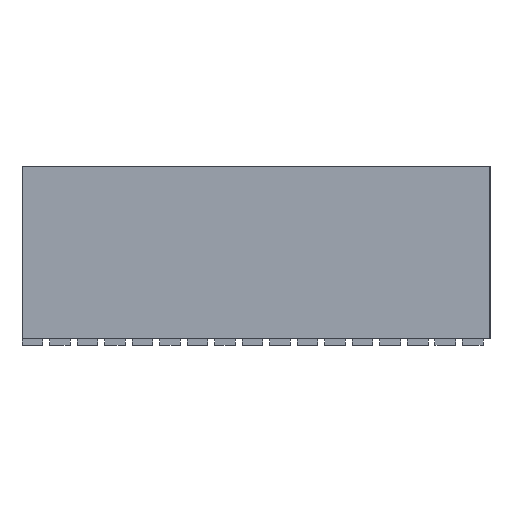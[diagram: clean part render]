
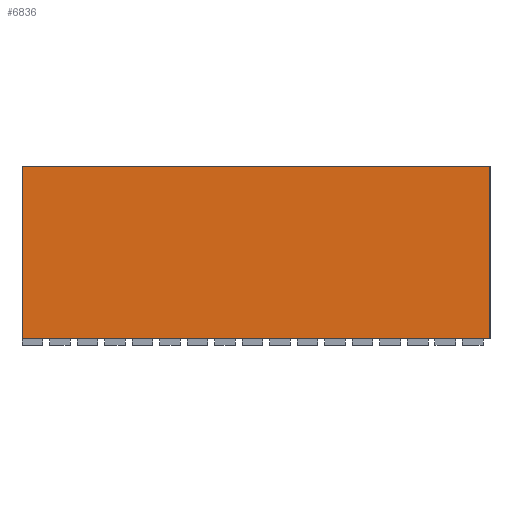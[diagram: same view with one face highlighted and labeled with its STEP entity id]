
A CAD part, left-side view. The second image highlights one B-rep face of the part: STEP entity #6836.
In plain terms, the highlighted planar face has unit normal (-1, 0, 0).
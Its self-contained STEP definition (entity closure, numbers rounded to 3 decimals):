
#6836=ADVANCED_FACE('',(#17030),#17031,.F.);
#17030=FACE_OUTER_BOUND('',#29853,.T.);
#17031=PLANE('',#29854);
#29853=EDGE_LOOP('',(#52287,#52288,#52289,#52290));
#29854=AXIS2_PLACEMENT_3D('',#52291,#52292,#52293);
#52287=ORIENTED_EDGE('',*,*,#76230,.T.);
#52288=ORIENTED_EDGE('',*,*,#82114,.F.);
#52289=ORIENTED_EDGE('',*,*,#75402,.F.);
#52290=ORIENTED_EDGE('',*,*,#82115,.T.);
#52291=CARTESIAN_POINT('',(-17.5,6.0,6.5));
#52292=DIRECTION('',(1.0,0.0,0.0));
#52293=DIRECTION('',(0.0,0.0,-1.0));
#75402=EDGE_CURVE('',#90656,#90658,#90659,.T.);
#76230=EDGE_CURVE('',#92087,#92085,#92088,.T.);
#82114=EDGE_CURVE('',#90658,#92085,#101703,.T.);
#82115=EDGE_CURVE('',#90656,#92087,#101704,.T.);
#90656=VERTEX_POINT('',#112546);
#90658=VERTEX_POINT('',#112549);
#90659=LINE('',#112550,#112551);
#92085=VERTEX_POINT('',#114625);
#92087=VERTEX_POINT('',#114628);
#92088=LINE('',#114629,#114630);
#101703=LINE('',#129220,#129221);
#101704=LINE('',#129222,#129223);
#112546=CARTESIAN_POINT('',(-17.5,23.0,13.0));
#112549=CARTESIAN_POINT('',(-17.5,-11.0,13.0));
#112550=CARTESIAN_POINT('',(-17.5,6.0,13.0));
#112551=VECTOR('',#139829,1.0);
#114625=CARTESIAN_POINT('',(-17.5,-11.0,0.5));
#114628=CARTESIAN_POINT('',(-17.5,23.0,0.5));
#114629=CARTESIAN_POINT('',(-17.5,-2.375,0.5));
#114630=VECTOR('',#140482,1.0);
#129220=CARTESIAN_POINT('',(-17.5,-11.0,6.5));
#129221=VECTOR('',#145605,1.0);
#129222=CARTESIAN_POINT('',(-17.5,23.0,6.5));
#129223=VECTOR('',#145606,1.0);
#139829=DIRECTION('',(0.0,-1.0,0.0));
#140482=DIRECTION('',(0.0,-1.0,0.0));
#145605=DIRECTION('',(0.0,0.0,-1.0));
#145606=DIRECTION('',(0.0,0.0,-1.0));
